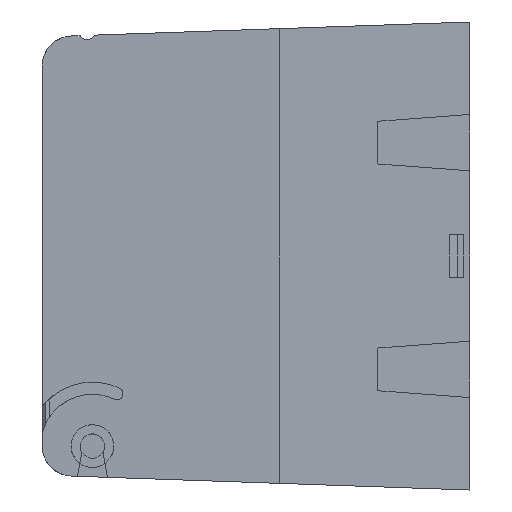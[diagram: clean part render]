
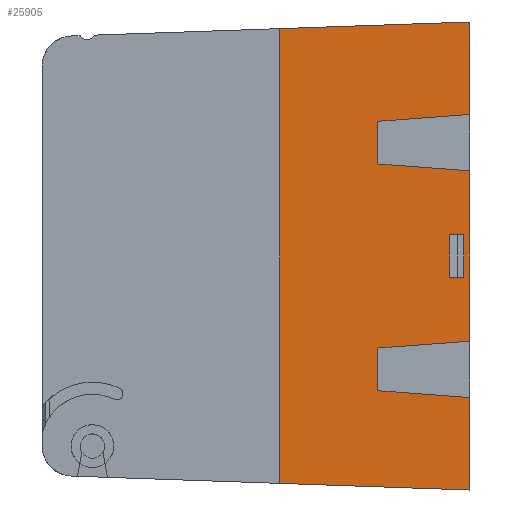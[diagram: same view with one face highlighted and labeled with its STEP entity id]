
A CAD part, left-side view. The second image highlights one B-rep face of the part: STEP entity #25905.
In plain terms, the highlighted planar face has unit normal (-1, 0, 0).
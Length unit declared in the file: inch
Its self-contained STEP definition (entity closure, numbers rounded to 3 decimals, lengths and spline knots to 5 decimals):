
#113 = LINE ( 'NONE', #20707, #28657 ) ;
#157 = LINE ( 'NONE', #16528, #14803 ) ;
#969 = DIRECTION ( 'NONE',  ( 0., -0.997, -0.074 ) ) ;
#1063 = LINE ( 'NONE', #30215, #29652 ) ;
#1218 = CARTESIAN_POINT ( 'NONE',  ( -0.465, 0.62245, -0.88387 ) ) ;
#2273 = LINE ( 'NONE', #22787, #30844 ) ;
#2303 = LINE ( 'NONE', #27532, #3117 ) ;
#2436 = VECTOR ( 'NONE', #969, 39.37008 ) ;
#2464 = CARTESIAN_POINT ( 'NONE',  ( -0.465, 0., -0.56 ) ) ;
#2657 = VECTOR ( 'NONE', #31598, 39.37008 ) ;
#2910 = ORIENTED_EDGE ( 'NONE', *, *, #7168, .T. ) ;
#3117 = VECTOR ( 'NONE', #26754, 39.37008 ) ;
#3519 = CARTESIAN_POINT ( 'NONE',  ( -0.465, 0.04, 0.14 ) ) ;
#3799 = ORIENTED_EDGE ( 'NONE', *, *, #6387, .T. ) ;
#4084 = LINE ( 'NONE', #24718, #25304 ) ;
#4376 = CARTESIAN_POINT ( 'NONE',  ( -0.465, 0.604, -0.56 ) ) ;
#4625 = CARTESIAN_POINT ( 'NONE',  ( -0.465, 0.133, 0.14 ) ) ;
#4696 = EDGE_CURVE ( 'NONE', #6207, #22256, #2303, .T. ) ;
#4746 = EDGE_CURVE ( 'NONE', #15855, #22256, #6080, .T. ) ;
#4904 = EDGE_CURVE ( 'NONE', #13122, #15855, #2273, .T. ) ;
#5506 = CARTESIAN_POINT ( 'NONE',  ( -0.465, 1.25, -1.49391 ) ) ;
#5796 = DIRECTION ( 'NONE',  ( 0., -1., 0. ) ) ;
#6080 = LINE ( 'NONE', #26658, #19939 ) ;
#6171 = VERTEX_POINT ( 'NONE', #30127 ) ;
#6207 = VERTEX_POINT ( 'NONE', #28193 ) ;
#6236 = EDGE_CURVE ( 'NONE', #13122, #17347, #9126, .T. ) ;
#6387 = EDGE_CURVE ( 'NONE', #17347, #15668, #26512, .T. ) ;
#6443 = EDGE_CURVE ( 'NONE', #16967, #15668, #113, .T. ) ;
#6530 = EDGE_CURVE ( 'NONE', #16967, #17008, #18160, .T. ) ;
#6538 = EDGE_CURVE ( 'NONE', #11876, #17008, #24731, .T. ) ;
#6718 = CARTESIAN_POINT ( 'NONE',  ( -0.465, 0., 0.93 ) ) ;
#6757 = ORIENTED_EDGE ( 'NONE', *, *, #4746, .F. ) ;
#6768 = EDGE_CURVE ( 'NONE', #13976, #11876, #17957, .T. ) ;
#6870 = EDGE_CURVE ( 'NONE', #6171, #13976, #32735, .T. ) ;
#6974 = EDGE_CURVE ( 'NONE', #8238, #6171, #10528, .T. ) ;
#7168 = EDGE_CURVE ( 'NONE', #8238, #6207, #19628, .T. ) ;
#7309 = EDGE_CURVE ( 'NONE', #25296, #11363, #1063, .T. ) ;
#7521 = EDGE_CURVE ( 'NONE', #12238, #25296, #4084, .T. ) ;
#7733 = EDGE_CURVE ( 'NONE', #12238, #13532, #157, .T. ) ;
#7934 = EDGE_CURVE ( 'NONE', #13532, #11363, #26367, .T. ) ;
#8238 = VERTEX_POINT ( 'NONE', #20808 ) ;
#8448 = ORIENTED_EDGE ( 'NONE', *, *, #6974, .F. ) ;
#9126 = LINE ( 'NONE', #27337, #23053 ) ;
#9614 = CARTESIAN_POINT ( 'NONE',  ( -0.465, 0., -1.53756 ) ) ;
#10528 = LINE ( 'NONE', #1218, #2436 ) ;
#10565 = VECTOR ( 'NONE', #10633, 39.37008 ) ;
#10633 = DIRECTION ( 'NONE',  ( 0., 0.999, 0.035 ) ) ;
#10739 = CARTESIAN_POINT ( 'NONE',  ( -0.465, 0.133, -0.14 ) ) ;
#11073 = ORIENTED_EDGE ( 'NONE', *, *, #6443, .F. ) ;
#11363 = VERTEX_POINT ( 'NONE', #3519 ) ;
#11397 = CARTESIAN_POINT ( 'NONE',  ( -0.465, 1.1485, -1.49745 ) ) ;
#11406 = VECTOR ( 'NONE', #31557, 39.37008 ) ;
#11455 = CARTESIAN_POINT ( 'NONE',  ( -0.465, 0.604, 0.60477 ) ) ;
#11716 = CARTESIAN_POINT ( 'NONE',  ( -0.465, 0.594, -0.5 ) ) ;
#11876 = VERTEX_POINT ( 'NONE', #5506 ) ;
#11956 = CARTESIAN_POINT ( 'NONE',  ( -0.465, 1.25, 1.49391 ) ) ;
#12238 = VERTEX_POINT ( 'NONE', #10739 ) ;
#12240 = VECTOR ( 'NONE', #24266, 39.37008 ) ;
#12654 = DIRECTION ( 'NONE',  ( 0., -0.997, -0.074 ) ) ;
#13122 = VERTEX_POINT ( 'NONE', #11455 ) ;
#13432 = DIRECTION ( 'NONE',  ( 0., 0., 1. ) ) ;
#13458 = CARTESIAN_POINT ( 'NONE',  ( -0.465, 0., 0.56 ) ) ;
#13532 = VERTEX_POINT ( 'NONE', #20658 ) ;
#13696 = ORIENTED_EDGE ( 'NONE', *, *, #6538, .F. ) ;
#13976 = VERTEX_POINT ( 'NONE', #9614 ) ;
#14174 = PLANE ( 'NONE',  #19534 ) ;
#14555 = DIRECTION ( 'NONE',  ( 0., 0., 1. ) ) ;
#14803 = VECTOR ( 'NONE', #13432, 39.37008 ) ;
#15014 = ORIENTED_EDGE ( 'NONE', *, *, #4904, .F. ) ;
#15668 = VERTEX_POINT ( 'NONE', #6718 ) ;
#15816 = CARTESIAN_POINT ( 'NONE',  ( -0.465, 1.25, -0.5 ) ) ;
#15855 = VERTEX_POINT ( 'NONE', #13458 ) ;
#15929 = CARTESIAN_POINT ( 'NONE',  ( -0.465, 1.1485, 1.49745 ) ) ;
#16050 = DIRECTION ( 'NONE',  ( 0., 0.999, -0.035 ) ) ;
#16528 = CARTESIAN_POINT ( 'NONE',  ( -0.465, 0.133, -0.14 ) ) ;
#16967 = VERTEX_POINT ( 'NONE', #22561 ) ;
#17008 = VERTEX_POINT ( 'NONE', #11956 ) ;
#17304 = VECTOR ( 'NONE', #16050, 39.37008 ) ;
#17347 = VERTEX_POINT ( 'NONE', #25071 ) ;
#17957 = LINE ( 'NONE', #11397, #10565 ) ;
#18160 = LINE ( 'NONE', #15929, #17304 ) ;
#18416 = ORIENTED_EDGE ( 'NONE', *, *, #7309, .F. ) ;
#18916 = VECTOR ( 'NONE', #5796, 39.37008 ) ;
#19339 = ORIENTED_EDGE ( 'NONE', *, *, #6530, .T. ) ;
#19534 = AXIS2_PLACEMENT_3D ( 'NONE', #11716, #31234, #14555 ) ;
#19628 = LINE ( 'NONE', #4376, #12240 ) ;
#19939 = VECTOR ( 'NONE', #25873, 39.37008 ) ;
#20257 = DIRECTION ( 'NONE',  ( 0., 0., -1. ) ) ;
#20658 = CARTESIAN_POINT ( 'NONE',  ( -0.465, 0.133, 0.14 ) ) ;
#20707 = CARTESIAN_POINT ( 'NONE',  ( -0.465, 0., 1.4375 ) ) ;
#20808 = CARTESIAN_POINT ( 'NONE',  ( -0.465, 0.604, -0.88523 ) ) ;
#21086 = ORIENTED_EDGE ( 'NONE', *, *, #7934, .T. ) ;
#21509 = ORIENTED_EDGE ( 'NONE', *, *, #6768, .F. ) ;
#21701 = EDGE_LOOP ( 'NONE', ( #35335, #6757, #15014, #24184, #3799, #11073, #19339, #13696, #21509, #28879, #8448, #2910 ) ) ;
#21706 = DIRECTION ( 'NONE',  ( 0., -0.997, 0.074 ) ) ;
#21995 = CARTESIAN_POINT ( 'NONE',  ( -0.465, 0., 0.93 ) ) ;
#22256 = VERTEX_POINT ( 'NONE', #2464 ) ;
#22561 = CARTESIAN_POINT ( 'NONE',  ( -0.465, 0., 1.53756 ) ) ;
#22787 = CARTESIAN_POINT ( 'NONE',  ( -0.465, 0.51262, 0.59799 ) ) ;
#23053 = VECTOR ( 'NONE', #27115, 39.37008 ) ;
#24184 = ORIENTED_EDGE ( 'NONE', *, *, #6236, .T. ) ;
#24266 = DIRECTION ( 'NONE',  ( 0., 0., 1. ) ) ;
#24405 = FACE_BOUND ( 'NONE', #32637, .T. ) ;
#24541 = DIRECTION ( 'NONE',  ( 0., -1., 0. ) ) ;
#24718 = CARTESIAN_POINT ( 'NONE',  ( -0.465, 0.133, -0.14 ) ) ;
#24731 = LINE ( 'NONE', #15816, #2657 ) ;
#25071 = CARTESIAN_POINT ( 'NONE',  ( -0.465, 0.604, 0.88523 ) ) ;
#25296 = VERTEX_POINT ( 'NONE', #32952 ) ;
#25304 = VECTOR ( 'NONE', #24541, 39.37008 ) ;
#25609 = VECTOR ( 'NONE', #21706, 39.37008 ) ;
#25832 = ORIENTED_EDGE ( 'NONE', *, *, #7521, .F. ) ;
#25873 = DIRECTION ( 'NONE',  ( 0., 0., -1. ) ) ;
#25905 = ADVANCED_FACE ( 'NONE', ( #32661, #24405 ), #14174, .T. ) ;
#26367 = LINE ( 'NONE', #4625, #18916 ) ;
#26512 = LINE ( 'NONE', #21995, #25609 ) ;
#26658 = CARTESIAN_POINT ( 'NONE',  ( -0.465, 0., 1.4375 ) ) ;
#26738 = ORIENTED_EDGE ( 'NONE', *, *, #7733, .T. ) ;
#26754 = DIRECTION ( 'NONE',  ( 0., -0.997, 0.074 ) ) ;
#27115 = DIRECTION ( 'NONE',  ( 0., 0., 1. ) ) ;
#27337 = CARTESIAN_POINT ( 'NONE',  ( -0.465, 0.604, 0.56 ) ) ;
#27532 = CARTESIAN_POINT ( 'NONE',  ( -0.465, 0., -0.56 ) ) ;
#28193 = CARTESIAN_POINT ( 'NONE',  ( -0.465, 0.604, -0.60477 ) ) ;
#28657 = VECTOR ( 'NONE', #20257, 39.37008 ) ;
#28879 = ORIENTED_EDGE ( 'NONE', *, *, #6870, .F. ) ;
#29652 = VECTOR ( 'NONE', #29901, 39.37008 ) ;
#29901 = DIRECTION ( 'NONE',  ( 0., 0., 1. ) ) ;
#30127 = CARTESIAN_POINT ( 'NONE',  ( -0.465, 0., -0.93 ) ) ;
#30215 = CARTESIAN_POINT ( 'NONE',  ( -0.465, 0.04, -0.14 ) ) ;
#30844 = VECTOR ( 'NONE', #12654, 39.37008 ) ;
#31234 = DIRECTION ( 'NONE',  ( -1., 0., 0. ) ) ;
#31557 = DIRECTION ( 'NONE',  ( 0., 0., -1. ) ) ;
#31598 = DIRECTION ( 'NONE',  ( 0., 0., 1. ) ) ;
#31664 = CARTESIAN_POINT ( 'NONE',  ( -0.465, 0., 1.4375 ) ) ;
#32637 = EDGE_LOOP ( 'NONE', ( #18416, #25832, #26738, #21086 ) ) ;
#32661 = FACE_OUTER_BOUND ( 'NONE', #21701, .T. ) ;
#32735 = LINE ( 'NONE', #31664, #11406 ) ;
#32952 = CARTESIAN_POINT ( 'NONE',  ( -0.465, 0.04, -0.14 ) ) ;
#35335 = ORIENTED_EDGE ( 'NONE', *, *, #4696, .T. ) ;
